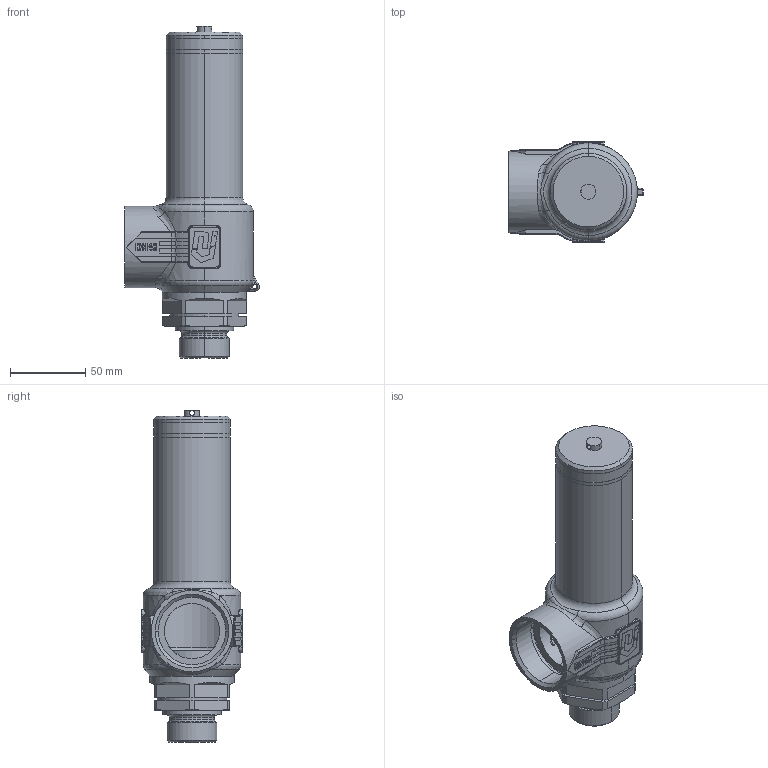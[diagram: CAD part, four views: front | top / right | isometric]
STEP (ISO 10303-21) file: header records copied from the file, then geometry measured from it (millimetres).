
FILE_DESCRIPTION(('HOOPS Exchange Step'),'2;1');
FILE_NAME('SV1800-DN25-1-x-1-1-2.stp','2025-02-10T10:32:15+01:00',('nieru'),('Unknown organisation'),'HOOPS Exchange 2024.2','HOOPS Exchange','Unknown authorisation');
FILE_SCHEMA( ('AP203_CONFIGURATION_CONTROLLED_3D_DESIGN_OF_MECHANICAL_PARTS_AND_ASSEMBLIES_MIM_LF') );
Length unit declared in the file: millimetre
Products named in the file (2): 0; root
Assembly tree (1 placements, depth 2):
  root
    0
Bounding box: 89.5 x 67 x 220.8 mm (x, y, z)
Volume: 251370.7 mm3; surface area: 95569.7 mm2
Topology: 4 solids, 4 shells, 619 faces, 1596 edges, 1024 vertices
Faces by surface type: plane 248, cylinder 147, bspline 145, torus 50, cone 29
Full cylindrical faces by diameter (mm): 51 x1
Entity records: 28011 total; most frequent: CARTESIAN_POINT 14007, ORIENTED_EDGE 3190, DIRECTION 2413, EDGE_CURVE 1595, VERTEX_POINT 1024, AXIS2_PLACEMENT_3D 826, VECTOR 761, LINE 761
